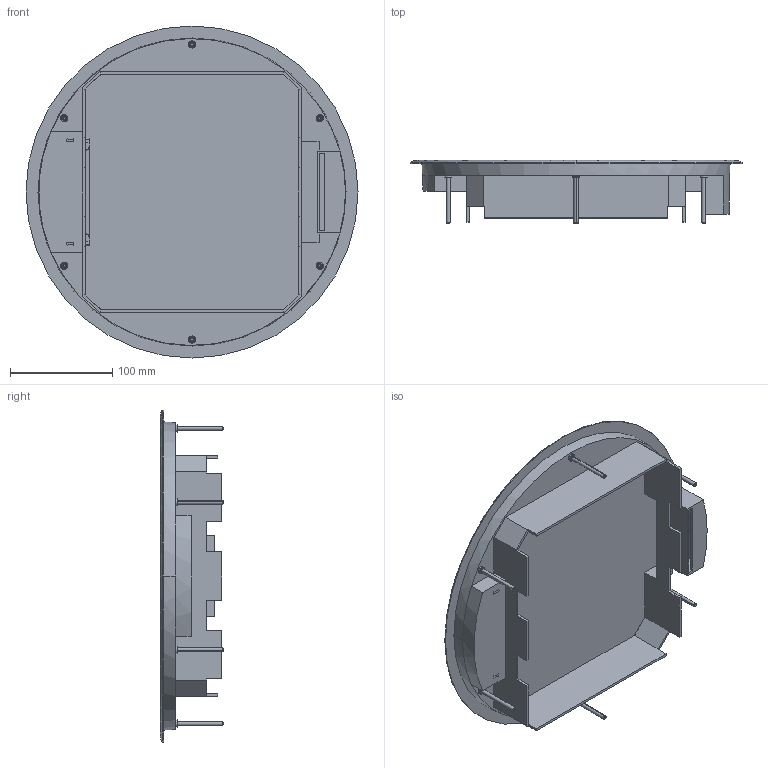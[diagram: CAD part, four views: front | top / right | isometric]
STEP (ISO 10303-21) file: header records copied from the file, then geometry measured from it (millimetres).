
FILE_DESCRIPTION (( 'STEP AP214' ), '1' );
FILE_NAME ('7405512_KSTP1.stp', '2016-05-03T13:08:05', ( '' ), ( '' ), 'SwSTEP 2.0', 'SolidWorks 2014', '' );
FILE_SCHEMA (( 'AUTOMOTIVE_DESIGN' ));
Length unit declared in the file: inch
Products named in the file (9): 40318A1_Standard; 43644A_Standard; 40046K_Standard; 39405602T1_Standard; 42305K_Standard; P_43774A_1_Standard; P_43773A_1_Standard; P_43484A_1_Standard; 7405512_KSTP1
Assembly tree (13 placements, depth 3):
  7405512_KSTP1
    P_43484A_1_Standard
    P_43773A_1_Standard
    P_43774A_1_Standard
    42305K_Standard
    40046K_Standard  x6
      39405602T1_Standard
    40318A1_Standard
      43644A_Standard
Bounding box: 324 x 61.5 x 324 mm (x, y, z)
Volume: 726186 mm3; surface area: 507455.9 mm2
Topology: 11 solids, 11 shells, 473 faces, 1209 edges, 764 vertices
Faces by surface type: plane 252, cylinder 124, bspline 68, cone 29
Entity records: 16265 total; most frequent: CARTESIAN_POINT 4206, ORIENTED_EDGE 1646, DIRECTION 1496, EDGE_CURVE 823, LINE 530, VECTOR 530, VERTEX_POINT 524, AXIS2_PLACEMENT_3D 483
